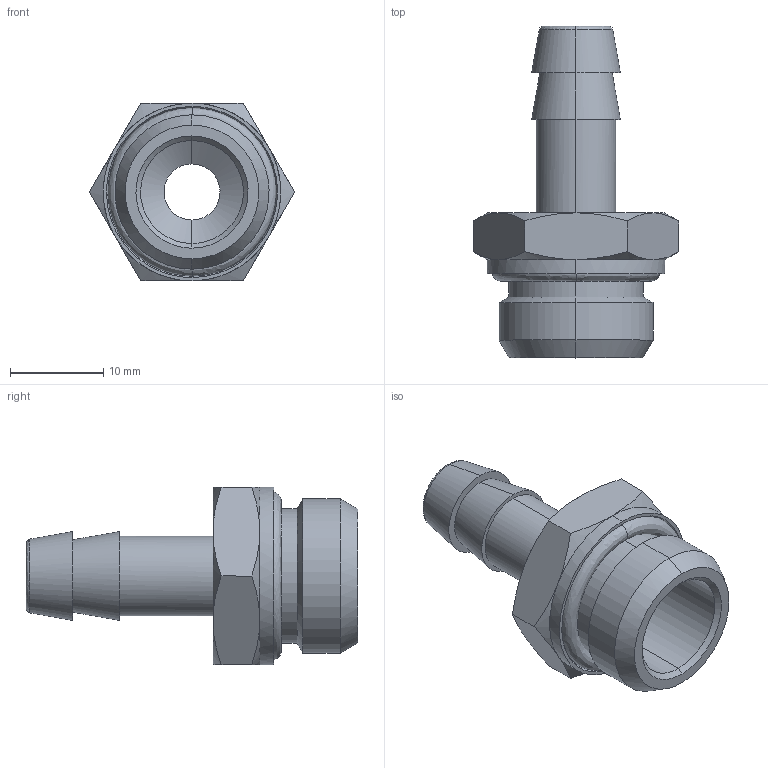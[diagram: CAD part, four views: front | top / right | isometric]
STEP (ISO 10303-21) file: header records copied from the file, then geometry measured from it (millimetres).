
FILE_DESCRIPTION (( 'STEP AP214' ), '1' );
FILE_NAME ('DRF.SP03-09_OR.STEP', '2018-09-06T09:17:26', ( '' ), ( '' ), 'SwSTEP 2.0', 'SolidWorks 2018', '' );
FILE_SCHEMA (( 'AUTOMOTIVE_DESIGN' ));
Length unit declared in the file: millimetre
Products named in the file (1): DRF.SP03-09_OR
Bounding box: 21.94 x 35.5 x 19 mm (x, y, z)
Volume: 3133.3 mm3; surface area: 3219.7 mm2
Topology: 2 solids, 2 shells, 61 faces, 126 edges, 72 vertices
Faces by surface type: bspline 61
Entity records: 2929 total; most frequent: CARTESIAN_POINT 2132, ORIENTED_EDGE 252, EDGE_CURVE 126, B_SPLINE_CURVE_WITH_KNOTS 83, VERTEX_POINT 72, EDGE_LOOP 68, ADVANCED_FACE 61, FACE_OUTER_BOUND 61
